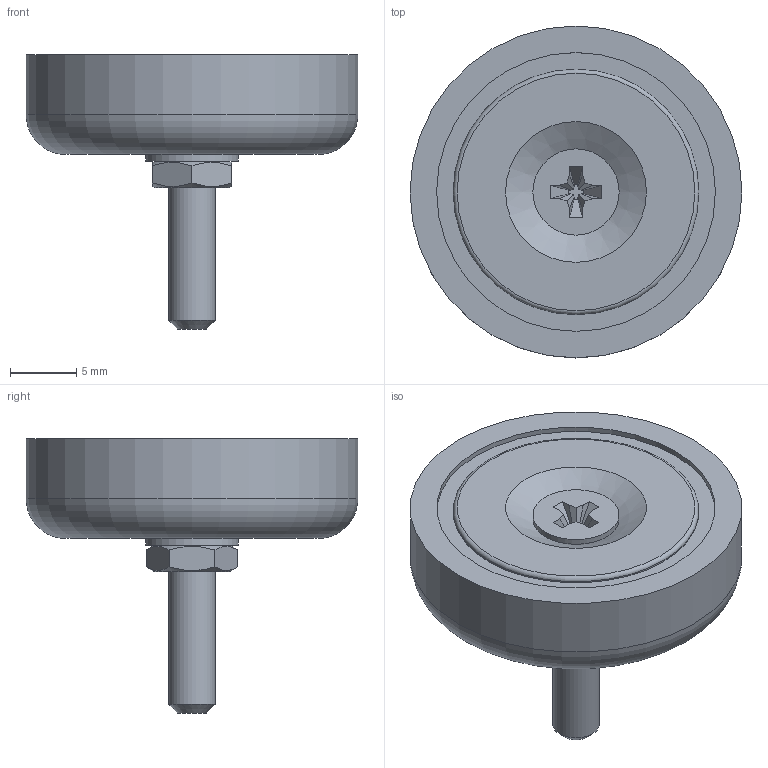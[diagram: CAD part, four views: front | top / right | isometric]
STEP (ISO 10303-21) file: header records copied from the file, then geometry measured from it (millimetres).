
FILE_DESCRIPTION(('STEP AP242'), '1');
FILE_NAME('Åõ ÄÂÃ 102 áëîê ìàãíèòà, òîðöåâîé,òèïîâîé ðàçìåð, òàáëåòêà', '', ('UNSPECIFIED'), ('UNSPECIFIED'), 'C3D Converter', 'C3D Toolkit', '');
FILE_SCHEMA(('AP242_MANAGED_MODEL_BASED_3D_ENGINEERING_MIM_LF { 1 0 10303 442 1 1 4 }'));
Length unit declared in the file: millimetre
Products named in the file (7): АТФЕ.684119.171-300; АТФЕ.711141.171; АТФЕ.758498.171; АТФЕ.757162.171
Assembly tree (6 placements, depth 2):
  АТФЕ.684119.171-300
    АТФЕ.711141.171
    АТФЕ.758498.171
    АТФЕ.757162.171
    (unnamed)
    (unnamed)
    (unnamed)
Bounding box: 25 x 25 x 20.65 mm (x, y, z)
Volume: 3552.6 mm3; surface area: 3915.1 mm2
Topology: 6 solids, 6 shells, 62 faces, 134 edges, 88 vertices
Faces by surface type: plane 40, cylinder 12, cone 7, torus 3
Full cylindrical faces by diameter (mm): 2.85 x1, 3.5 x1, 3.7 x1, 5.5 x1, 5.6 x1, 6.5 x1, 7 x1, 18.5 x2, 21 x2, 25 x1
Entity records: 2868 total; most frequent: CARTESIAN_POINT 782, DIRECTION 362, ORIENTED_EDGE 224, AXIS2_PLACEMENT_3D 148, EDGE_CURVE 112, EDGE_LOOP 96, VERTEX_POINT 86, LINE 66
